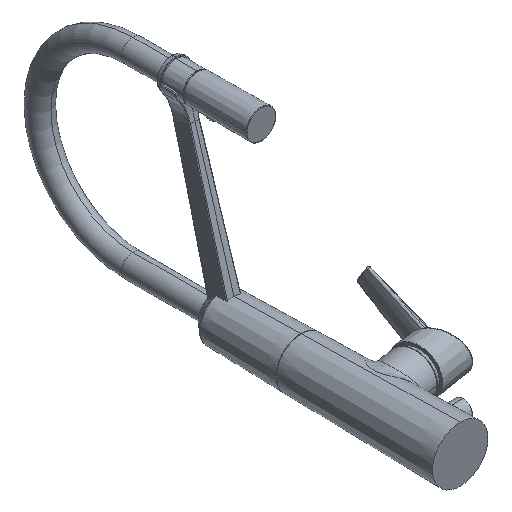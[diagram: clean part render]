
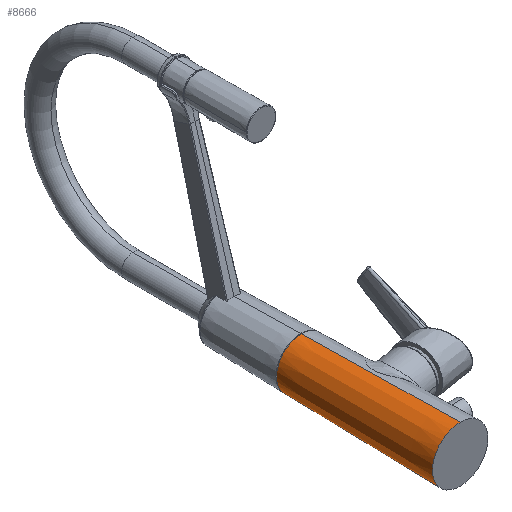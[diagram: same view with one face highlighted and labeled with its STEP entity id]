
A CAD part, isometric view. The second image highlights one B-rep face of the part: STEP entity #8666.
In plain terms, the highlighted conical face has half-angle 1 degrees and reference radius 26.3 mm.
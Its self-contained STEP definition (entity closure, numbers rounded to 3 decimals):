
#705 = CARTESIAN_POINT ( 'NONE',  ( 0., 170.5, -26.815 ) ) ;
#735 = CARTESIAN_POINT ( 'NONE',  ( 0., 200., -26.3 ) ) ;
#1086 = CARTESIAN_POINT ( 'NONE',  ( 0., 0., -29.791 ) ) ;
#1504 = EDGE_CURVE ( 'NONE', #7489, #11080, #12636, .T. ) ;
#1657 = DIRECTION ( 'NONE',  ( 0., -1., 0. ) ) ;
#2780 = EDGE_CURVE ( 'NONE', #10938, #11080, #13844, .T. ) ;
#2982 = CARTESIAN_POINT ( 'NONE',  ( 0., 170.5, 26.815 ) ) ;
#3270 = VERTEX_POINT ( 'NONE', #705 ) ;
#3646 = DIRECTION ( 'NONE',  ( 0., -1., 0.017 ) ) ;
#3791 = ORIENTED_EDGE ( 'NONE', *, *, #6035, .F. ) ;
#4020 = EDGE_CURVE ( 'NONE', #3270, #10938, #7162, .T. ) ;
#4230 = VECTOR ( 'NONE', #10548, 1000. ) ;
#4551 = ORIENTED_EDGE ( 'NONE', *, *, #1504, .F. ) ;
#4914 = CONICAL_SURFACE ( 'NONE', #9081, 26.3, 0.017 ) ;
#5024 = DIRECTION ( 'NONE',  ( 0., 1., 0. ) ) ;
#5224 = FACE_OUTER_BOUND ( 'NONE', #10469, .T. ) ;
#5294 = DIRECTION ( 'NONE',  ( 0., 1., 0. ) ) ;
#6035 = EDGE_CURVE ( 'NONE', #3270, #7489, #13664, .T. ) ;
#6047 = AXIS2_PLACEMENT_3D ( 'NONE', #11601, #5024, #12712 ) ;
#6392 = AXIS2_PLACEMENT_3D ( 'NONE', #11865, #5294, #12991 ) ;
#7053 = CARTESIAN_POINT ( 'NONE',  ( 0., 200., 26.3 ) ) ;
#7162 = LINE ( 'NONE', #735, #4230 ) ;
#7489 = VERTEX_POINT ( 'NONE', #2982 ) ;
#8147 = DIRECTION ( 'NONE',  ( 0., 0., 1. ) ) ;
#8666 = ADVANCED_FACE ( 'NONE', ( #5224 ), #4914, .T. ) ;
#9081 = AXIS2_PLACEMENT_3D ( 'NONE', #9229, #1657, #8147 ) ;
#9104 = CARTESIAN_POINT ( 'NONE',  ( 0., 0., 29.791 ) ) ;
#9229 = CARTESIAN_POINT ( 'NONE',  ( 0., 200., 0. ) ) ;
#10469 = EDGE_LOOP ( 'NONE', ( #3791, #11640, #11475, #4551 ) ) ;
#10548 = DIRECTION ( 'NONE',  ( 0., -1., -0.017 ) ) ;
#10938 = VERTEX_POINT ( 'NONE', #1086 ) ;
#11080 = VERTEX_POINT ( 'NONE', #9104 ) ;
#11475 = ORIENTED_EDGE ( 'NONE', *, *, #2780, .T. ) ;
#11601 = CARTESIAN_POINT ( 'NONE',  ( 0., 0., 0. ) ) ;
#11640 = ORIENTED_EDGE ( 'NONE', *, *, #4020, .T. ) ;
#11865 = CARTESIAN_POINT ( 'NONE',  ( 0., 170.5, 0. ) ) ;
#12279 = VECTOR ( 'NONE', #3646, 1000. ) ;
#12636 = LINE ( 'NONE', #7053, #12279 ) ;
#12712 = DIRECTION ( 'NONE',  ( 0., 0., 1. ) ) ;
#12991 = DIRECTION ( 'NONE',  ( 1., 0., 0. ) ) ;
#13664 = CIRCLE ( 'NONE', #6392, 26.815 ) ;
#13844 = CIRCLE ( 'NONE', #6047, 29.791 ) ;
